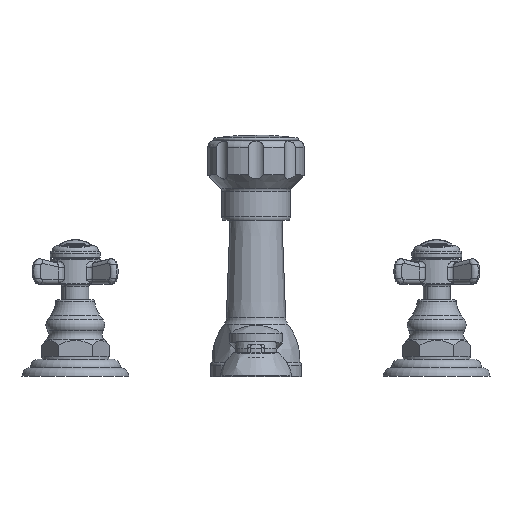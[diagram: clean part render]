
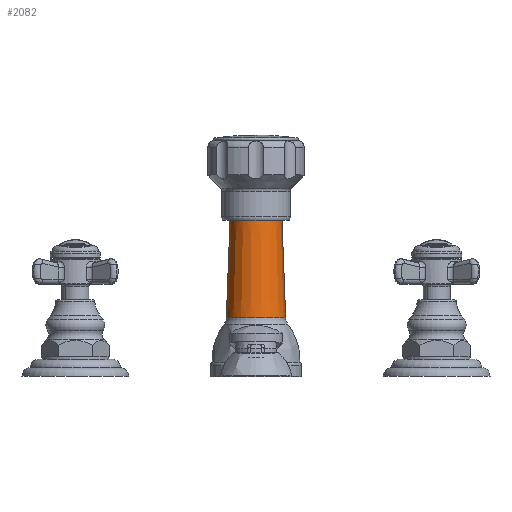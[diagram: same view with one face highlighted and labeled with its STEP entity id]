
A CAD part, top view. The second image highlights one B-rep face of the part: STEP entity #2082.
In plain terms, the highlighted conical face has half-angle 2.15 degrees and reference radius 15.652 mm.
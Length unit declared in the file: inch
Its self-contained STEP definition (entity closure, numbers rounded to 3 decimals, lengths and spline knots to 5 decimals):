
#1327=CARTESIAN_POINT('',(0.,3.468,-9.));
#1328=DIRECTION('',(0.,-1.,0.));
#1329=DIRECTION('',(1.,0.,0.));
#1330=AXIS2_PLACEMENT_3D('',#1327,#1328,#1329);
#1337=DIRECTION('',(0.038,0.999,0.));
#1338=VECTOR('',#1337,2.16618);
#1339=CARTESIAN_POINT('',(-0.65687,1.30334,
-9.));
#1340=LINE('',#1339,#1338);
#1341=DIRECTION('',(-0.038,0.999,0.));
#1342=VECTOR('',#1341,2.16618);
#1343=CARTESIAN_POINT('',(0.65687,1.30334,
-9.));
#1344=LINE('',#1343,#1342);
#1360=CARTESIAN_POINT('',(0.,1.30334,-9.));
#1361=DIRECTION('',(0.,-1.,0.));
#1362=DIRECTION('',(1.,0.,0.));
#1363=AXIS2_PLACEMENT_3D('',#1360,#1361,#1362);
#1455=CARTESIAN_POINT('',(-0.65687,1.30334,-9.));
#1456=CARTESIAN_POINT('',(0.65687,1.30334,-9.));
#1457=VERTEX_POINT('',#1455);
#1458=VERTEX_POINT('',#1456);
#1549=CARTESIAN_POINT('',(0.57559,3.468,-9.));
#1550=CARTESIAN_POINT('',(-0.57559,3.468,-9.));
#1551=VERTEX_POINT('',#1549);
#1552=VERTEX_POINT('',#1550);
#2068=CARTESIAN_POINT('',(0.,2.38567,-9.));
#2069=DIRECTION('',(0.,-1.,0.));
#2070=DIRECTION('',(-1.,0.,0.));
#2071=AXIS2_PLACEMENT_3D('',#2068,#2069,#2070);
#2072=CONICAL_SURFACE('',#2071,0.61623,2.15);
#2073=ORIENTED_EDGE('',*,*,#2061,.F.);
#2075=ORIENTED_EDGE('',*,*,#2074,.F.);
#2077=ORIENTED_EDGE('',*,*,#2076,.T.);
#2079=ORIENTED_EDGE('',*,*,#2078,.T.);
#2080=EDGE_LOOP('',(#2073,#2075,#2077,#2079));
#2081=FACE_OUTER_BOUND('',#2080,.F.);
#2082=ADVANCED_FACE('',(#2081),#2072,.T.);
#1331=CIRCLE('',#1330,0.57559);
#1364=CIRCLE('',#1363,0.65687);
#2061=EDGE_CURVE('',#1551,#1552,#1331,.T.);
#2074=EDGE_CURVE('',#1458,#1551,#1344,.T.);
#2076=EDGE_CURVE('',#1458,#1457,#1364,.T.);
#2078=EDGE_CURVE('',#1457,#1552,#1340,.T.);
